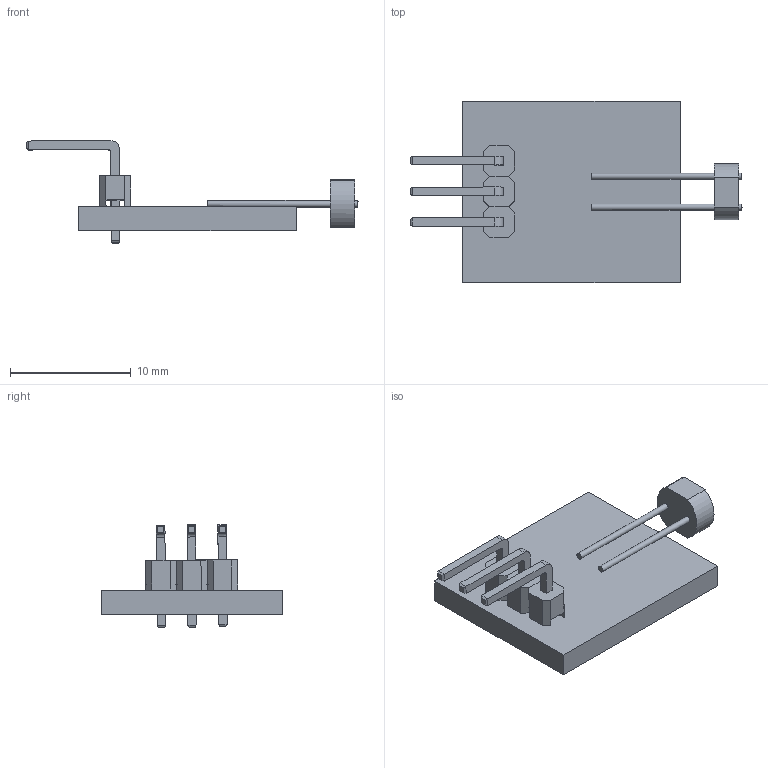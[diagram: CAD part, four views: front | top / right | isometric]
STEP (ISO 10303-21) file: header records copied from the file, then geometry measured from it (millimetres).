
FILE_DESCRIPTION(/* description */ (''),/* implementation_level */ '2;1');
FILE_NAME(/* name */ 'KY-018.stp',/* time_stamp */ '2018-09-17T15:26:51+04:00',/* author */ ('User'),/* organization */ (''),/* preprocessor_version */ 'ST-DEVELOPER v16.13',/* originating_system */ 'Autodesk Inventor 2018',/* authorisation */ '');
FILE_SCHEMA (('AUTOMOTIVE_DESIGN { 1 0 10303 214 3 1 1 }'));
Products named in the file (4): KY-018; board; User Library-PLS-3R; User Library-Photoresistor
Assembly tree (3 placements, depth 2):
  KY-018
    board
    User Library-PLS-3R
    User Library-Photoresistor
Bounding box: 27.44 x 15 x 8.49 mm (x, y, z)
Volume: 629.7 mm3; surface area: 997.1 mm2
Topology: 5 solids, 5 shells, 131 faces, 302 edges, 191 vertices
Faces by surface type: plane 116, cylinder 15
Full cylindrical faces by diameter (mm): 0.508 x4, 1 x3
Entity records: 3761 total; most frequent: CARTESIAN_POINT 614, DIRECTION 596, ORIENTED_EDGE 580, EDGE_CURVE 290, LINE 260, VECTOR 260, VERTEX_POINT 186, AXIS2_PLACEMENT_3D 168
